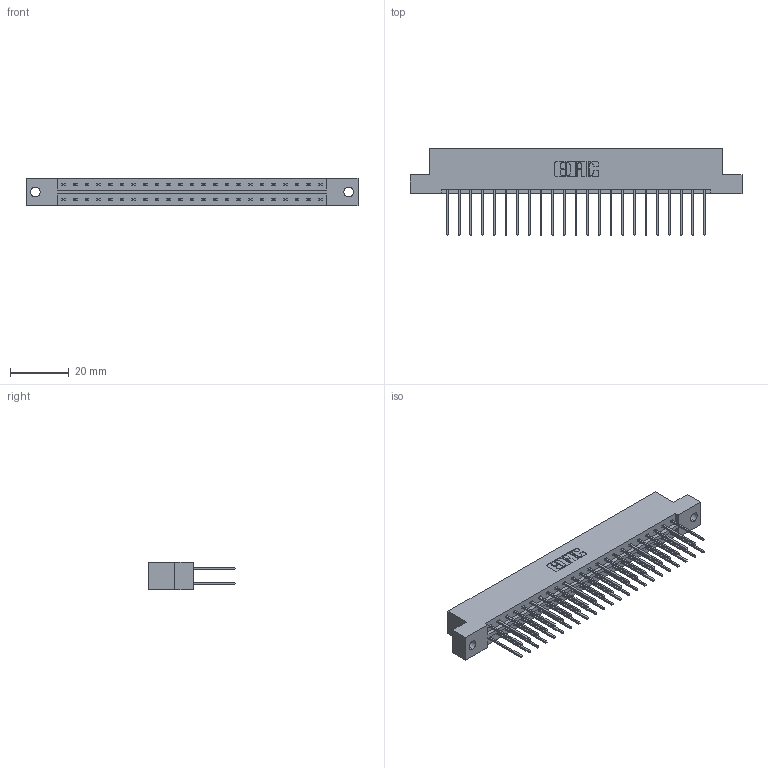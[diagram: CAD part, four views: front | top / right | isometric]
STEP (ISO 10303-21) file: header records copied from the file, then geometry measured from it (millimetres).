
FILE_DESCRIPTION (( 'STEP AP203' ), '1' );
FILE_NAME ('333-046-540-202.STEP', '2018-08-03T22:19:06', ( '' ), ( '' ), 'SwSTEP 2.0', 'SolidWorks 2016', '' );
FILE_SCHEMA (( 'CONFIG_CONTROL_DESIGN' ));
Length unit declared in the file: inch
Products named in the file (3): 333 Part_Flush - .128 Dia; 345-292-001_345-293-140; 333-046-540-202
Assembly tree (47 placements, depth 2):
  333-046-540-202
    333 Part_Flush - .128 Dia
    345-292-001_345-293-140  x46
Bounding box: 112.67 x 29.47 x 9.4 mm (x, y, z)
Volume: 11463.4 mm3; surface area: 13931.2 mm2
Topology: 47 solids, 47 shells, 2506 faces, 7441 edges, 4898 vertices
Faces by surface type: plane 1726, cylinder 780
Entity records: 17275 total; most frequent: CARTESIAN_POINT 2886, ORIENTED_EDGE 2822, DIRECTION 2499, EDGE_CURVE 1411, VECTOR 1283, LINE 1283, VERTEX_POINT 938, AXIS2_PLACEMENT_3D 608
